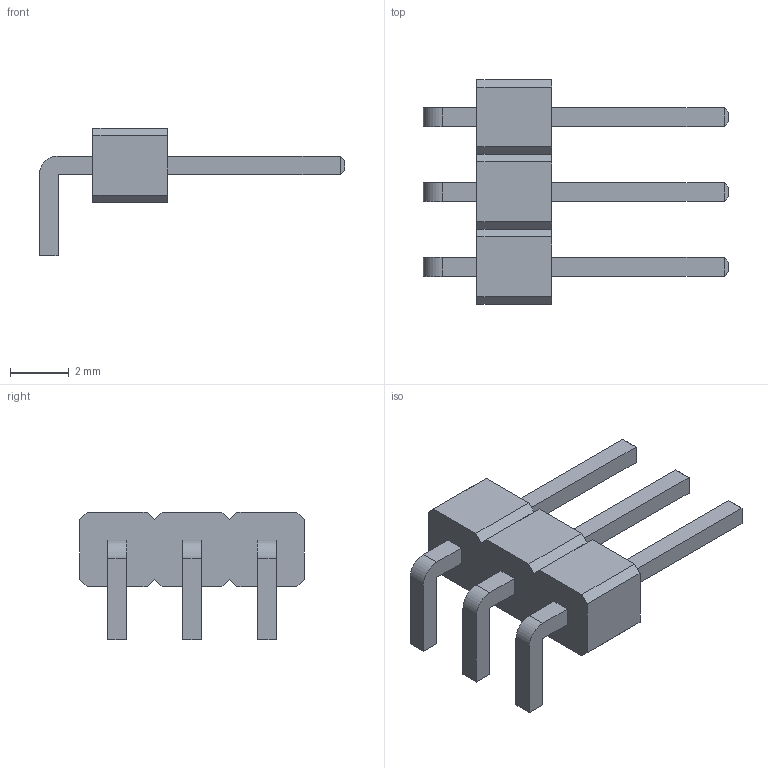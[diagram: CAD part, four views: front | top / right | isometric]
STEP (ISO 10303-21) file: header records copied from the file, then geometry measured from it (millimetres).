
FILE_DESCRIPTION(('FreeCAD Model'),'2;1');
FILE_NAME('Open CASCADE Shape Model','2023-09-02T02:24:33',(''),(''), 'Open CASCADE STEP processor 7.6','FreeCAD','Unknown');
FILE_SCHEMA(('AUTOMOTIVE_DESIGN { 1 0 10303 214 1 1 1 1 }'));
Length unit declared in the file: millimetre
Products named in the file (1): pin_header_1x3x2.54_horiz_cut
Bounding box: 10.36 x 7.62 x 4.34 mm (x, y, z)
Volume: 60.9 mm3; surface area: 169.5 mm2
Topology: 1 solids, 1 shells, 73 faces, 183 edges, 118 vertices
Faces by surface type: plane 70, cylinder 3
Entity records: 2663 total; most frequent: CARTESIAN_POINT 375, ORIENTED_EDGE 366, DIRECTION 337, EDGE_CURVE 183, LINE 177, VECTOR 177, VERTEX_POINT 118, AXIS2_PLACEMENT_3D 80
